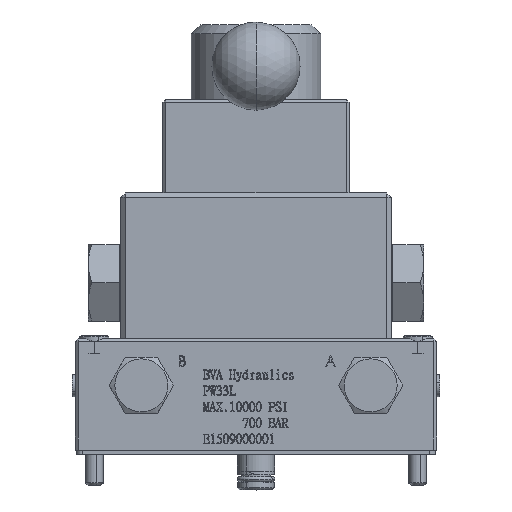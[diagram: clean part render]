
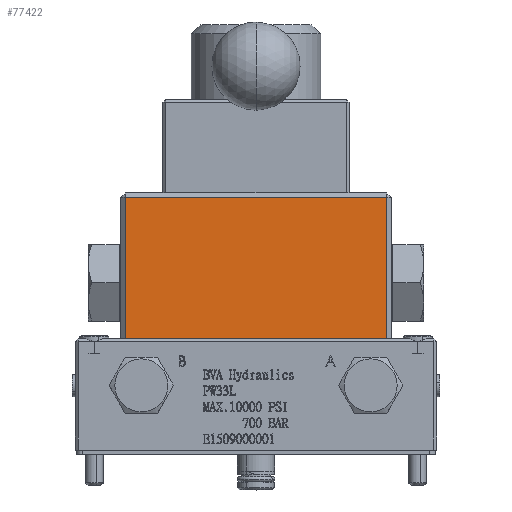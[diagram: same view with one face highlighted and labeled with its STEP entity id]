
A CAD part, top view. The second image highlights one B-rep face of the part: STEP entity #77422.
In plain terms, the highlighted planar face has unit normal (0, 0, 1).
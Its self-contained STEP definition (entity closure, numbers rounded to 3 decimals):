
#3872 = ORIENTED_EDGE ( 'NONE', *, *, #40286, .T. ) ;
#5032 = VECTOR ( 'NONE', #73811, 1000. ) ;
#6514 = CARTESIAN_POINT ( 'NONE',  ( 44.5, 37.9, 31.25 ) ) ;
#7765 = ORIENTED_EDGE ( 'NONE', *, *, #54672, .T. ) ;
#10740 = LINE ( 'NONE', #33484, #46670 ) ;
#13942 = CARTESIAN_POINT ( 'NONE',  ( 44.5, 85.9, 31.25 ) ) ;
#18957 = PLANE ( 'NONE',  #79168 ) ;
#19392 = CARTESIAN_POINT ( 'NONE',  ( -44.5, 37.9, 31.25 ) ) ;
#20846 = CARTESIAN_POINT ( 'NONE',  ( -46., 37.9, 31.25 ) ) ;
#24841 = EDGE_CURVE ( 'NONE', #76263, #30144, #56704, .T. ) ;
#25746 = CARTESIAN_POINT ( 'NONE',  ( -46., 87.4, 31.25 ) ) ;
#25766 = EDGE_CURVE ( 'NONE', #58498, #76263, #34528, .T. ) ;
#28222 = VECTOR ( 'NONE', #83626, 1000. ) ;
#30144 = VERTEX_POINT ( 'NONE', #13942 ) ;
#32557 = DIRECTION ( 'NONE',  ( 0., 0., -1. ) ) ;
#33484 = CARTESIAN_POINT ( 'NONE',  ( -44.5, 87.4, 31.25 ) ) ;
#34528 = LINE ( 'NONE', #20846, #54488 ) ;
#36586 = CARTESIAN_POINT ( 'NONE',  ( -46., 85.9, 31.25 ) ) ;
#40286 = EDGE_CURVE ( 'NONE', #56045, #58498, #10740, .T. ) ;
#40333 = ORIENTED_EDGE ( 'NONE', *, *, #24841, .T. ) ;
#46670 = VECTOR ( 'NONE', #80536, 1000. ) ;
#47045 = CARTESIAN_POINT ( 'NONE',  ( 44.5, 87.4, 31.25 ) ) ;
#48240 = EDGE_LOOP ( 'NONE', ( #7765, #3872, #80632, #40333 ) ) ;
#48780 = FACE_OUTER_BOUND ( 'NONE', #48240, .T. ) ;
#54488 = VECTOR ( 'NONE', #67968, 1000. ) ;
#54672 = EDGE_CURVE ( 'NONE', #30144, #56045, #66123, .T. ) ;
#56045 = VERTEX_POINT ( 'NONE', #60028 ) ;
#56704 = LINE ( 'NONE', #47045, #5032 ) ;
#58498 = VERTEX_POINT ( 'NONE', #19392 ) ;
#60028 = CARTESIAN_POINT ( 'NONE',  ( -44.5, 85.9, 31.25 ) ) ;
#66123 = LINE ( 'NONE', #36586, #28222 ) ;
#67968 = DIRECTION ( 'NONE',  ( 1., 0., 0. ) ) ;
#73811 = DIRECTION ( 'NONE',  ( 0., 1., 0. ) ) ;
#76263 = VERTEX_POINT ( 'NONE', #6514 ) ;
#77422 = ADVANCED_FACE ( 'NONE', ( #48780 ), #18957, .F. ) ;
#79168 = AXIS2_PLACEMENT_3D ( 'NONE', #25746, #32557, #79619 ) ;
#79619 = DIRECTION ( 'NONE',  ( -1., 0., 0. ) ) ;
#80536 = DIRECTION ( 'NONE',  ( 0., -1., 0. ) ) ;
#80632 = ORIENTED_EDGE ( 'NONE', *, *, #25766, .T. ) ;
#83626 = DIRECTION ( 'NONE',  ( -1., 0., 0. ) ) ;
